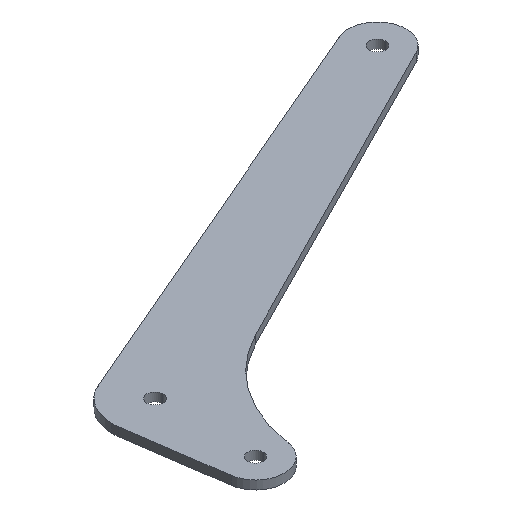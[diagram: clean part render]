
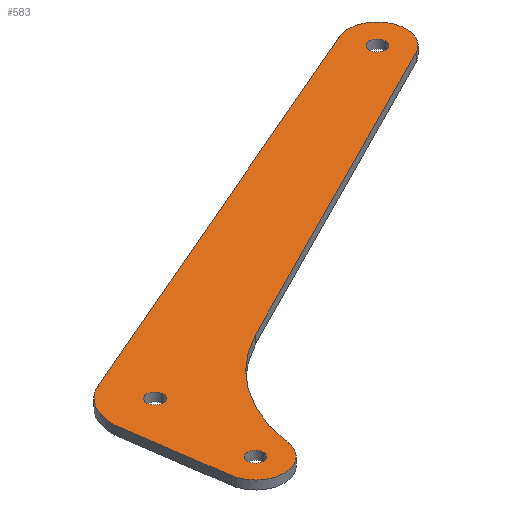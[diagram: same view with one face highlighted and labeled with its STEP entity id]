
A CAD part, isometric view. The second image highlights one B-rep face of the part: STEP entity #583.
In plain terms, the highlighted planar face has unit normal (0, 0, 1).
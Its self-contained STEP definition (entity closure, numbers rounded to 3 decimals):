
#9 = DIRECTION ( 'NONE',  ( 1., 0., 0. ) ) ;
#14 = CIRCLE ( 'NONE', #537, 10. ) ;
#17 = CARTESIAN_POINT ( 'NONE',  ( -15., 35., 3. ) ) ;
#22 = CARTESIAN_POINT ( 'NONE',  ( 10.013, -0.63, 3. ) ) ;
#26 = VERTEX_POINT ( 'NONE', #148 ) ;
#29 = CARTESIAN_POINT ( 'NONE',  ( 145.009, 102.619, 3. ) ) ;
#30 = DIRECTION ( 'NONE',  ( 0., 0., 1. ) ) ;
#32 = AXIS2_PLACEMENT_3D ( 'NONE', #426, #30, #532 ) ;
#35 = VERTEX_POINT ( 'NONE', #17 ) ;
#45 = ORIENTED_EDGE ( 'NONE', *, *, #281, .T. ) ;
#46 = VERTEX_POINT ( 'NONE', #330 ) ;
#47 = DIRECTION ( 'NONE',  ( 0., 0., 1. ) ) ;
#51 = DIRECTION ( 'NONE',  ( 0., 0., -1. ) ) ;
#52 = EDGE_LOOP ( 'NONE', ( #419, #356 ) ) ;
#53 = VERTEX_POINT ( 'NONE', #557 ) ;
#55 = CARTESIAN_POINT ( 'NONE',  ( 0., 0., 3. ) ) ;
#67 = CARTESIAN_POINT ( 'NONE',  ( -14.846, 32.857, 3. ) ) ;
#68 = VECTOR ( 'NONE', #481, 1000. ) ;
#69 = DIRECTION ( 'NONE',  ( 1., 0., 0. ) ) ;
#78 = VERTEX_POINT ( 'NONE', #22 ) ;
#79 = DIRECTION ( 'NONE',  ( 0., 0., 1. ) ) ;
#84 = VERTEX_POINT ( 'NONE', #575 ) ;
#85 = VERTEX_POINT ( 'NONE', #242 ) ;
#91 = ORIENTED_EDGE ( 'NONE', *, *, #236, .F. ) ;
#94 = EDGE_CURVE ( 'NONE', #46, #259, #258, .T. ) ;
#108 = AXIS2_PLACEMENT_3D ( 'NONE', #55, #370, #377 ) ;
#109 = VERTEX_POINT ( 'NONE', #578 ) ;
#116 = CARTESIAN_POINT ( 'NONE',  ( 36.963, 36.86, 3. ) ) ;
#130 = EDGE_CURVE ( 'NONE', #579, #53, #161, .T. ) ;
#134 = ORIENTED_EDGE ( 'NONE', *, *, #94, .F. ) ;
#147 = CARTESIAN_POINT ( 'NONE',  ( 2.75, 35., 3. ) ) ;
#148 = CARTESIAN_POINT ( 'NONE',  ( -9.897, -1.429, 3. ) ) ;
#149 = CARTESIAN_POINT ( 'NONE',  ( -7.321, 14.499, 3. ) ) ;
#157 = CIRCLE ( 'NONE', #432, 2.75 ) ;
#161 = CIRCLE ( 'NONE', #347, 2.75 ) ;
#162 = CARTESIAN_POINT ( 'NONE',  ( -9.897, -1.429, 3. ) ) ;
#163 = ORIENTED_EDGE ( 'NONE', *, *, #597, .F. ) ;
#174 = LINE ( 'NONE', #149, #428 ) ;
#178 = DIRECTION ( 'NONE',  ( 0., 0., 1. ) ) ;
#195 = EDGE_LOOP ( 'NONE', ( #460, #591, #389, #45, #163, #439, #540, #446, #478 ) ) ;
#197 = CARTESIAN_POINT ( 'NONE',  ( 0., 35., 3. ) ) ;
#201 = VERTEX_POINT ( 'NONE', #116 ) ;
#220 = AXIS2_PLACEMENT_3D ( 'NONE', #407, #47, #456 ) ;
#224 = CARTESIAN_POINT ( 'NONE',  ( 0., 35., 3. ) ) ;
#230 = CARTESIAN_POINT ( 'NONE',  ( 0., 0., 3. ) ) ;
#232 = CARTESIAN_POINT ( 'NONE',  ( 59.5, -7.773, 3. ) ) ;
#236 = EDGE_CURVE ( 'NONE', #259, #46, #577, .T. ) ;
#242 = CARTESIAN_POINT ( 'NONE',  ( -5.911, 48.786, 3. ) ) ;
#243 = DIRECTION ( 'NONE',  ( 1., 0., 0. ) ) ;
#244 = DIRECTION ( 'NONE',  ( 1., 0., 0. ) ) ;
#250 = VERTEX_POINT ( 'NONE', #147 ) ;
#258 = CIRCLE ( 'NONE', #398, 2.75 ) ;
#259 = VERTEX_POINT ( 'NONE', #503 ) ;
#262 = DIRECTION ( 'NONE',  ( 0., 0., 1. ) ) ;
#263 = EDGE_CURVE ( 'NONE', #84, #458, #394, .T. ) ;
#280 = DIRECTION ( 'NONE',  ( 0., 0., 1. ) ) ;
#281 = EDGE_CURVE ( 'NONE', #26, #549, #14, .T. ) ;
#287 = DIRECTION ( 'NONE',  ( -0.143, 0.99, 0. ) ) ;
#289 = DIRECTION ( 'NONE',  ( 0., 0., 1. ) ) ;
#293 = CARTESIAN_POINT ( 'NONE',  ( 2.75, 0., 3. ) ) ;
#299 = EDGE_CURVE ( 'NONE', #78, #201, #546, .T. ) ;
#307 = LINE ( 'NONE', #484, #360 ) ;
#324 = DIRECTION ( 'NONE',  ( 1., 0., 0. ) ) ;
#328 = ORIENTED_EDGE ( 'NONE', *, *, #130, .F. ) ;
#330 = CARTESIAN_POINT ( 'NONE',  ( 147.759, 102.619, 3. ) ) ;
#333 = FACE_OUTER_BOUND ( 'NONE', #195, .T. ) ;
#335 = CARTESIAN_POINT ( 'NONE',  ( 0., 35., 3. ) ) ;
#338 = CARTESIAN_POINT ( 'NONE',  ( 0., 35., 3. ) ) ;
#342 = DIRECTION ( 'NONE',  ( 1., 0., 0. ) ) ;
#347 = AXIS2_PLACEMENT_3D ( 'NONE', #476, #525, #69 ) ;
#354 = AXIS2_PLACEMENT_3D ( 'NONE', #232, #51, #598 ) ;
#356 = ORIENTED_EDGE ( 'NONE', *, *, #538, .F. ) ;
#360 = VECTOR ( 'NONE', #383, 1000. ) ;
#367 = CARTESIAN_POINT ( 'NONE',  ( 145.009, 102.619, 3. ) ) ;
#370 = DIRECTION ( 'NONE',  ( 0., 0., 1. ) ) ;
#374 = EDGE_CURVE ( 'NONE', #53, #579, #477, .T. ) ;
#377 = DIRECTION ( 'NONE',  ( 1., 0., 0. ) ) ;
#383 = DIRECTION ( 'NONE',  ( -0.919, -0.394, 0. ) ) ;
#385 = CARTESIAN_POINT ( 'NONE',  ( 9.897, -1.429, 3. ) ) ;
#389 = ORIENTED_EDGE ( 'NONE', *, *, #466, .F. ) ;
#393 = EDGE_CURVE ( 'NONE', #85, #35, #596, .T. ) ;
#394 = CIRCLE ( 'NONE', #220, 10. ) ;
#395 = EDGE_LOOP ( 'NONE', ( #328, #412 ) ) ;
#397 = AXIS2_PLACEMENT_3D ( 'NONE', #335, #79, #243 ) ;
#398 = AXIS2_PLACEMENT_3D ( 'NONE', #29, #289, #244 ) ;
#406 = EDGE_LOOP ( 'NONE', ( #134, #91 ) ) ;
#407 = CARTESIAN_POINT ( 'NONE',  ( 145.009, 102.619, 3. ) ) ;
#411 = CIRCLE ( 'NONE', #559, 15. ) ;
#412 = ORIENTED_EDGE ( 'NONE', *, *, #374, .F. ) ;
#418 = DIRECTION ( 'NONE',  ( -0.893, -0.451, 0. ) ) ;
#419 = ORIENTED_EDGE ( 'NONE', *, *, #587, .F. ) ;
#423 = CARTESIAN_POINT ( 'NONE',  ( 9.897, -1.429, 3. ) ) ;
#426 = CARTESIAN_POINT ( 'NONE',  ( 0., 0., 3. ) ) ;
#428 = VECTOR ( 'NONE', #418, 1000. ) ;
#432 = AXIS2_PLACEMENT_3D ( 'NONE', #338, #526, #342 ) ;
#434 = AXIS2_PLACEMENT_3D ( 'NONE', #367, #262, #9 ) ;
#435 = FACE_BOUND ( 'NONE', #52, .T. ) ;
#439 = ORIENTED_EDGE ( 'NONE', *, *, #299, .T. ) ;
#446 = ORIENTED_EDGE ( 'NONE', *, *, #263, .T. ) ;
#453 = EDGE_CURVE ( 'NONE', #84, #201, #174, .T. ) ;
#456 = DIRECTION ( 'NONE',  ( 1., 0., 0. ) ) ;
#458 = VERTEX_POINT ( 'NONE', #564 ) ;
#460 = ORIENTED_EDGE ( 'NONE', *, *, #393, .T. ) ;
#465 = DIRECTION ( 'NONE',  ( 1., 0., 0. ) ) ;
#466 = EDGE_CURVE ( 'NONE', #26, #590, #542, .T. ) ;
#476 = CARTESIAN_POINT ( 'NONE',  ( 0., 0., 3. ) ) ;
#477 = CIRCLE ( 'NONE', #108, 2.75 ) ;
#478 = ORIENTED_EDGE ( 'NONE', *, *, #595, .T. ) ;
#481 = DIRECTION ( 'NONE',  ( -0.143, -0.99, 0. ) ) ;
#484 = CARTESIAN_POINT ( 'NONE',  ( -18.588, 43.35, 3. ) ) ;
#489 = FACE_BOUND ( 'NONE', #395, .T. ) ;
#490 = EDGE_CURVE ( 'NONE', #35, #590, #411, .T. ) ;
#503 = CARTESIAN_POINT ( 'NONE',  ( 142.259, 102.619, 3. ) ) ;
#516 = DIRECTION ( 'NONE',  ( 0., 0., 1. ) ) ;
#525 = DIRECTION ( 'NONE',  ( 0., 0., 1. ) ) ;
#526 = DIRECTION ( 'NONE',  ( 0., 0., 1. ) ) ;
#531 = VECTOR ( 'NONE', #287, 1000. ) ;
#532 = DIRECTION ( 'NONE',  ( 1., 0., 0. ) ) ;
#537 = AXIS2_PLACEMENT_3D ( 'NONE', #230, #178, #551 ) ;
#538 = EDGE_CURVE ( 'NONE', #109, #250, #157, .T. ) ;
#540 = ORIENTED_EDGE ( 'NONE', *, *, #453, .F. ) ;
#542 = LINE ( 'NONE', #162, #531 ) ;
#543 = AXIS2_PLACEMENT_3D ( 'NONE', #224, #516, #465 ) ;
#546 = CIRCLE ( 'NONE', #354, 50. ) ;
#549 = VERTEX_POINT ( 'NONE', #423 ) ;
#551 = DIRECTION ( 'NONE',  ( 1., 0., 0. ) ) ;
#552 = CIRCLE ( 'NONE', #397, 2.75 ) ;
#557 = CARTESIAN_POINT ( 'NONE',  ( -2.75, 0., 3. ) ) ;
#559 = AXIS2_PLACEMENT_3D ( 'NONE', #197, #280, #324 ) ;
#564 = CARTESIAN_POINT ( 'NONE',  ( 141.068, 111.81, 3. ) ) ;
#574 = LINE ( 'NONE', #385, #68 ) ;
#575 = CARTESIAN_POINT ( 'NONE',  ( 149.517, 93.692, 3. ) ) ;
#576 = PLANE ( 'NONE',  #32 ) ;
#577 = CIRCLE ( 'NONE', #434, 2.75 ) ;
#578 = CARTESIAN_POINT ( 'NONE',  ( -2.75, 35., 3. ) ) ;
#579 = VERTEX_POINT ( 'NONE', #293 ) ;
#583 = ADVANCED_FACE ( 'NONE', ( #586, #435, #489, #333 ), #576, .T. ) ;
#586 = FACE_BOUND ( 'NONE', #406, .T. ) ;
#587 = EDGE_CURVE ( 'NONE', #250, #109, #552, .T. ) ;
#590 = VERTEX_POINT ( 'NONE', #67 ) ;
#591 = ORIENTED_EDGE ( 'NONE', *, *, #490, .T. ) ;
#595 = EDGE_CURVE ( 'NONE', #458, #85, #307, .T. ) ;
#596 = CIRCLE ( 'NONE', #543, 15. ) ;
#597 = EDGE_CURVE ( 'NONE', #78, #549, #574, .T. ) ;
#598 = DIRECTION ( 'NONE',  ( 1., 0., 0. ) ) ;
